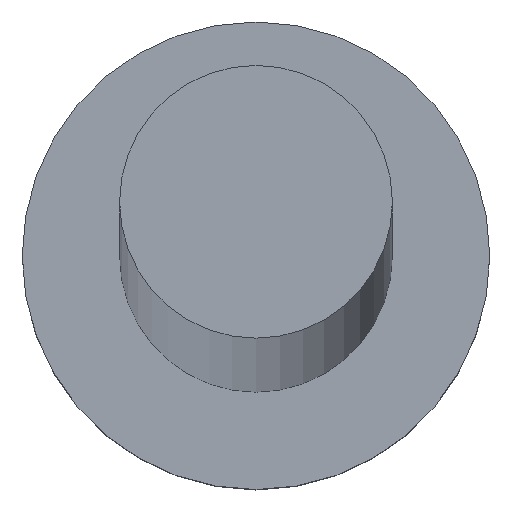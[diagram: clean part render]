
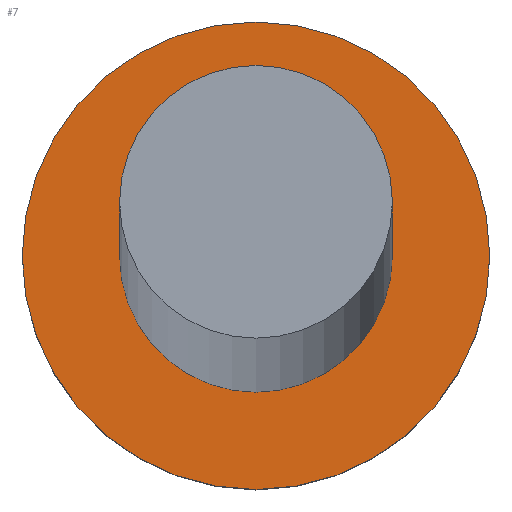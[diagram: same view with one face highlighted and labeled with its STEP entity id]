
A CAD part, top view. The second image highlights one B-rep face of the part: STEP entity #7.
In plain terms, the highlighted planar face has unit normal (0, 0, 1).
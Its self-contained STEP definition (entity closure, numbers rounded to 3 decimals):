
#2 = AXIS2_PLACEMENT_3D ( 'NONE', #244, #89, #171 ) ;
#6 = EDGE_LOOP ( 'NONE', ( #22, #66 ) ) ;
#7 = ADVANCED_FACE ( 'NONE', ( #205, #30 ), #71, .T. ) ;
#8 = DIRECTION ( 'NONE',  ( 1., 0., 0. ) ) ;
#22 = ORIENTED_EDGE ( 'NONE', *, *, #84, .F. ) ;
#23 = EDGE_CURVE ( 'NONE', #160, #68, #67, .T. ) ;
#30 = FACE_OUTER_BOUND ( 'NONE', #226, .T. ) ;
#33 = VERTEX_POINT ( 'NONE', #146 ) ;
#51 = CARTESIAN_POINT ( 'NONE',  ( 3., 0., 3. ) ) ;
#53 = CIRCLE ( 'NONE', #173, 1.75 ) ;
#55 = CIRCLE ( 'NONE', #161, 3. ) ;
#58 = DIRECTION ( 'NONE',  ( 0., 0., 1. ) ) ;
#61 = CARTESIAN_POINT ( 'NONE',  ( 1.75, 0., 3. ) ) ;
#66 = ORIENTED_EDGE ( 'NONE', *, *, #125, .F. ) ;
#67 = CIRCLE ( 'NONE', #2, 3. ) ;
#68 = VERTEX_POINT ( 'NONE', #51 ) ;
#71 = PLANE ( 'NONE',  #176 ) ;
#79 = DIRECTION ( 'NONE',  ( 0., 0., 1. ) ) ;
#84 = EDGE_CURVE ( 'NONE', #33, #187, #150, .T. ) ;
#89 = DIRECTION ( 'NONE',  ( 0., 0., 1. ) ) ;
#98 = CARTESIAN_POINT ( 'NONE',  ( 0., 0., 3. ) ) ;
#110 = CARTESIAN_POINT ( 'NONE',  ( 0., 0., 3. ) ) ;
#112 = DIRECTION ( 'NONE',  ( 0., 0., 1. ) ) ;
#115 = DIRECTION ( 'NONE',  ( 0., 0., 1. ) ) ;
#117 = CARTESIAN_POINT ( 'NONE',  ( -3., 0., 3. ) ) ;
#125 = EDGE_CURVE ( 'NONE', #187, #33, #53, .T. ) ;
#130 = EDGE_CURVE ( 'NONE', #68, #160, #55, .T. ) ;
#131 = DIRECTION ( 'NONE',  ( 1., 0., 0. ) ) ;
#137 = CARTESIAN_POINT ( 'NONE',  ( 0., 0., 3. ) ) ;
#142 = AXIS2_PLACEMENT_3D ( 'NONE', #110, #115, #8 ) ;
#146 = CARTESIAN_POINT ( 'NONE',  ( -1.75, 0., 3. ) ) ;
#150 = CIRCLE ( 'NONE', #142, 1.75 ) ;
#160 = VERTEX_POINT ( 'NONE', #117 ) ;
#161 = AXIS2_PLACEMENT_3D ( 'NONE', #98, #79, #195 ) ;
#171 = DIRECTION ( 'NONE',  ( 1., 0., 0. ) ) ;
#173 = AXIS2_PLACEMENT_3D ( 'NONE', #137, #58, #177 ) ;
#176 = AXIS2_PLACEMENT_3D ( 'NONE', #243, #112, #131 ) ;
#177 = DIRECTION ( 'NONE',  ( 1., 0., 0. ) ) ;
#183 = ORIENTED_EDGE ( 'NONE', *, *, #130, .T. ) ;
#187 = VERTEX_POINT ( 'NONE', #61 ) ;
#195 = DIRECTION ( 'NONE',  ( 1., 0., 0. ) ) ;
#205 = FACE_BOUND ( 'NONE', #6, .T. ) ;
#211 = ORIENTED_EDGE ( 'NONE', *, *, #23, .T. ) ;
#226 = EDGE_LOOP ( 'NONE', ( #211, #183 ) ) ;
#243 = CARTESIAN_POINT ( 'NONE',  ( 0., 0., 3. ) ) ;
#244 = CARTESIAN_POINT ( 'NONE',  ( 0., 0., 3. ) ) ;
